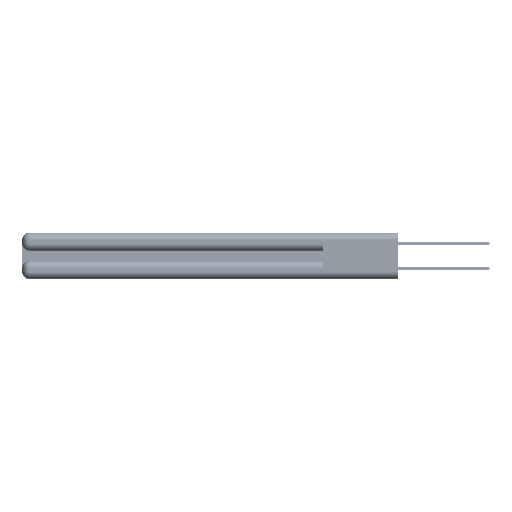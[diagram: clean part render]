
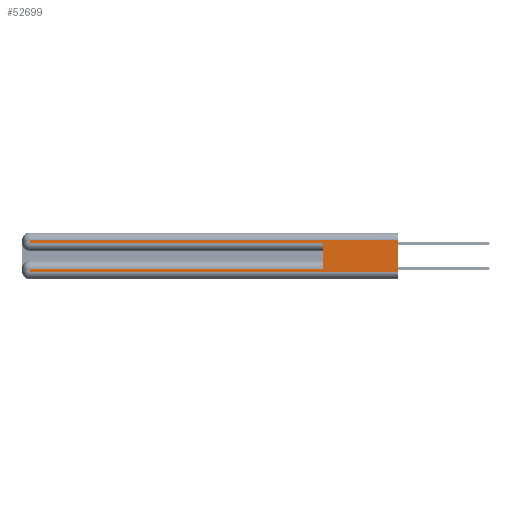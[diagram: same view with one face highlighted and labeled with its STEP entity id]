
A CAD part, left-side view. The second image highlights one B-rep face of the part: STEP entity #52699.
In plain terms, the highlighted planar face has unit normal (-1, 0, 0).
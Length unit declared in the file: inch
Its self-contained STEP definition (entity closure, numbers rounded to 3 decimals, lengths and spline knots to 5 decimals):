
#477 = DIRECTION ( 'NONE',  ( 0., -1., 0. ) ) ;
#564 = LINE ( 'NONE', #47918, #29142 ) ;
#2659 = LINE ( 'NONE', #5944, #5278 ) ;
#3315 = FACE_OUTER_BOUND ( 'NONE', #49938, .T. ) ;
#4168 = EDGE_CURVE ( 'NONE', #25709, #48971, #16652, .T. ) ;
#5278 = VECTOR ( 'NONE', #14258, 39.37008 ) ;
#5562 = DIRECTION ( 'NONE',  ( 0., 0., -1. ) ) ;
#5619 = DIRECTION ( 'NONE',  ( 0., 1., 0. ) ) ;
#5639 = VECTOR ( 'NONE', #477, 39.37008 ) ;
#5944 = CARTESIAN_POINT ( 'NONE',  ( 0., 2.94, 0.37 ) ) ;
#10562 = DIRECTION ( 'NONE',  ( 0., 0., -1. ) ) ;
#10743 = AXIS2_PLACEMENT_3D ( 'NONE', #35902, #31704, #35540 ) ;
#10872 = PLANE ( 'NONE',  #10743 ) ;
#11092 = EDGE_CURVE ( 'NONE', #48971, #33077, #41858, .T. ) ;
#11150 = VERTEX_POINT ( 'NONE', #43125 ) ;
#12485 = ORIENTED_EDGE ( 'NONE', *, *, #49962, .T. ) ;
#14258 = DIRECTION ( 'NONE',  ( 0., 0., -1. ) ) ;
#15353 = EDGE_CURVE ( 'NONE', #25889, #11150, #21013, .T. ) ;
#15801 = CARTESIAN_POINT ( 'NONE',  ( 0., 2.94, 0.31 ) ) ;
#16652 = LINE ( 'NONE', #22464, #33517 ) ;
#16774 = CARTESIAN_POINT ( 'NONE',  ( 0., 0., 0.31 ) ) ;
#19113 = CARTESIAN_POINT ( 'NONE',  ( 0., 0.6, 0.145 ) ) ;
#19327 = CARTESIAN_POINT ( 'NONE',  ( 0., 0.6, 0.285 ) ) ;
#20097 = ORIENTED_EDGE ( 'NONE', *, *, #51420, .F. ) ;
#20252 = VECTOR ( 'NONE', #35113, 39.37008 ) ;
#21013 = LINE ( 'NONE', #31828, #52871 ) ;
#21096 = LINE ( 'NONE', #30253, #29540 ) ;
#22464 = CARTESIAN_POINT ( 'NONE',  ( 0., 0., 0.31 ) ) ;
#23033 = VECTOR ( 'NONE', #5562, 39.37008 ) ;
#23284 = EDGE_CURVE ( 'NONE', #25709, #50254, #564, .T. ) ;
#25709 = VERTEX_POINT ( 'NONE', #16774 ) ;
#25717 = DIRECTION ( 'NONE',  ( 0., -1., 0. ) ) ;
#25889 = VERTEX_POINT ( 'NONE', #30202 ) ;
#27481 = DIRECTION ( 'NONE',  ( 0., 1., 0. ) ) ;
#27691 = ORIENTED_EDGE ( 'NONE', *, *, #4168, .T. ) ;
#29142 = VECTOR ( 'NONE', #10562, 39.37008 ) ;
#29499 = CARTESIAN_POINT ( 'NONE',  ( 0., 0., 0.06 ) ) ;
#29540 = VECTOR ( 'NONE', #25717, 39.37008 ) ;
#30202 = CARTESIAN_POINT ( 'NONE',  ( 0., 0.6, 0.085 ) ) ;
#30253 = CARTESIAN_POINT ( 'NONE',  ( 0., 0., 0.285 ) ) ;
#31704 = DIRECTION ( 'NONE',  ( 1., 0., 0. ) ) ;
#31819 = CARTESIAN_POINT ( 'NONE',  ( 0., 2.94, 0.37 ) ) ;
#31828 = CARTESIAN_POINT ( 'NONE',  ( 0., 0., 0.085 ) ) ;
#32860 = LINE ( 'NONE', #29499, #5639 ) ;
#33077 = VERTEX_POINT ( 'NONE', #37996 ) ;
#33517 = VECTOR ( 'NONE', #5619, 39.37008 ) ;
#34069 = ORIENTED_EDGE ( 'NONE', *, *, #11092, .T. ) ;
#34500 = ORIENTED_EDGE ( 'NONE', *, *, #39370, .T. ) ;
#35113 = DIRECTION ( 'NONE',  ( 0., 0., 1. ) ) ;
#35485 = CARTESIAN_POINT ( 'NONE',  ( 0., 0., 0.06 ) ) ;
#35540 = DIRECTION ( 'NONE',  ( 0., 0., -1. ) ) ;
#35902 = CARTESIAN_POINT ( 'NONE',  ( 0., 0., 0.37 ) ) ;
#36249 = VERTEX_POINT ( 'NONE', #19327 ) ;
#37200 = ORIENTED_EDGE ( 'NONE', *, *, #42794, .T. ) ;
#37899 = ORIENTED_EDGE ( 'NONE', *, *, #23284, .F. ) ;
#37996 = CARTESIAN_POINT ( 'NONE',  ( 0., 2.94, 0.285 ) ) ;
#39370 = EDGE_CURVE ( 'NONE', #33077, #36249, #21096, .T. ) ;
#40903 = ORIENTED_EDGE ( 'NONE', *, *, #15353, .T. ) ;
#41858 = LINE ( 'NONE', #31819, #23033 ) ;
#42794 = EDGE_CURVE ( 'NONE', #11150, #48826, #2659, .T. ) ;
#43125 = CARTESIAN_POINT ( 'NONE',  ( 0., 2.94, 0.085 ) ) ;
#43566 = CARTESIAN_POINT ( 'NONE',  ( 0., 2.94, 0.06 ) ) ;
#47918 = CARTESIAN_POINT ( 'NONE',  ( 0., 0., 0.37 ) ) ;
#48826 = VERTEX_POINT ( 'NONE', #43566 ) ;
#48971 = VERTEX_POINT ( 'NONE', #15801 ) ;
#49938 = EDGE_LOOP ( 'NONE', ( #37899, #27691, #34069, #34500, #20097, #40903, #37200, #12485 ) ) ;
#49962 = EDGE_CURVE ( 'NONE', #48826, #50254, #32860, .T. ) ;
#50254 = VERTEX_POINT ( 'NONE', #35485 ) ;
#51420 = EDGE_CURVE ( 'NONE', #25889, #36249, #53419, .T. ) ;
#52699 = ADVANCED_FACE ( 'NONE', ( #3315 ), #10872, .F. ) ;
#52871 = VECTOR ( 'NONE', #27481, 39.37008 ) ;
#53419 = LINE ( 'NONE', #19113, #20252 ) ;
